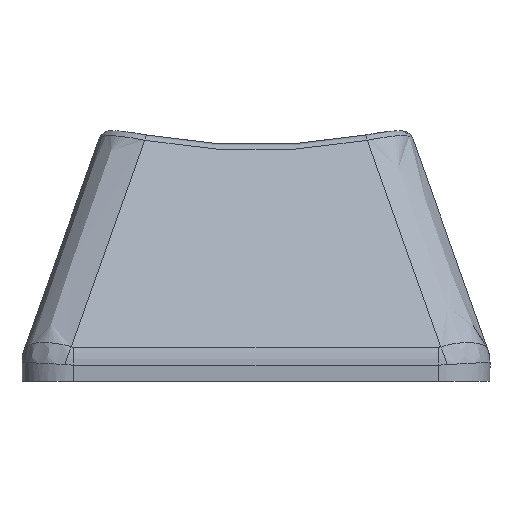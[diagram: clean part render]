
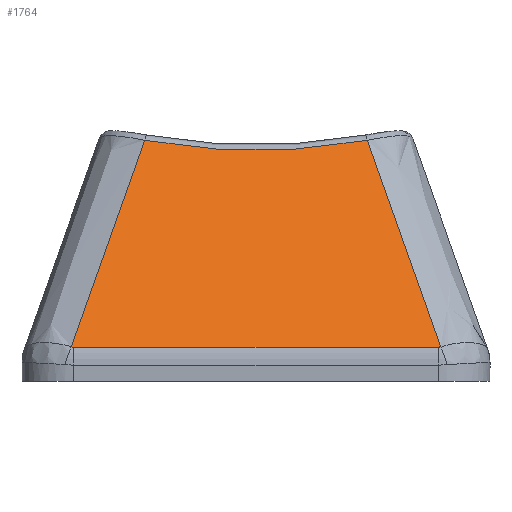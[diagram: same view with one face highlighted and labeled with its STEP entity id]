
A CAD part, front view. The second image highlights one B-rep face of the part: STEP entity #1764.
In plain terms, the highlighted planar face has unit normal (0, -0.886, 0.464).
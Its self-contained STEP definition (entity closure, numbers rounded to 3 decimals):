
#21=ELLIPSE('',#1882,1.077,0.5);
#23=ELLIPSE('',#1887,1.077,0.5);
#155=B_SPLINE_CURVE_WITH_KNOTS('',3,(#3707,#3708,#3709,#3710),
 .UNSPECIFIED.,.F.,.F.,(4,4),(-1.03,-0.081),
 .UNSPECIFIED.);
#157=B_SPLINE_CURVE_WITH_KNOTS('',3,(#3719,#3720,#3721,#3722),
 .UNSPECIFIED.,.F.,.F.,(4,4),(0.081,1.03),
 .UNSPECIFIED.);
#158=B_SPLINE_CURVE_WITH_KNOTS('',3,(#3723,#3724,#3725,#3726),
 .UNSPECIFIED.,.F.,.F.,(4,4),(-0.87,0.),.UNSPECIFIED.);
#282=LINE('',#3547,#390);
#390=VECTOR('',#2144,10.);
#481=FACE_OUTER_BOUND('',#591,.T.);
#591=EDGE_LOOP('',(#1442,#1443,#1444,#1445,#1446,#1447));
#783=VERTEX_POINT('',#3503);
#787=VERTEX_POINT('',#3537);
#789=VERTEX_POINT('',#3543);
#791=VERTEX_POINT('',#3564);
#797=VERTEX_POINT('',#3706);
#798=VERTEX_POINT('',#3718);
#1011=EDGE_CURVE('',#783,#787,#21,.T.);
#1014=EDGE_CURVE('',#787,#789,#282,.T.);
#1017=EDGE_CURVE('',#789,#791,#23,.T.);
#1028=EDGE_CURVE('',#791,#797,#155,.T.);
#1030=EDGE_CURVE('',#798,#783,#157,.T.);
#1031=EDGE_CURVE('',#797,#798,#158,.T.);
#1442=ORIENTED_EDGE('',*,*,#1017,.F.);
#1443=ORIENTED_EDGE('',*,*,#1014,.F.);
#1444=ORIENTED_EDGE('',*,*,#1011,.F.);
#1445=ORIENTED_EDGE('',*,*,#1030,.F.);
#1446=ORIENTED_EDGE('',*,*,#1031,.F.);
#1447=ORIENTED_EDGE('',*,*,#1028,.F.);
#1686=PLANE('',#1889);
#1764=ADVANCED_FACE('',(#481),#1686,.T.);
#1882=AXIS2_PLACEMENT_3D('',#3541,#2137,#2138);
#1887=AXIS2_PLACEMENT_3D('',#3568,#2149,#2150);
#1889=AXIS2_PLACEMENT_3D('',#3717,#2153,#2154);
#2137=DIRECTION('center_axis',(0.,0.886,-0.464));
#2138=DIRECTION('ref_axis',(0.,-0.464,-0.886));
#2144=DIRECTION('',(-1.,0.,0.));
#2149=DIRECTION('center_axis',(0.,0.886,-0.464));
#2150=DIRECTION('ref_axis',(0.,-0.464,-0.886));
#2153=DIRECTION('center_axis',(0.,-0.886,
0.464));
#2154=DIRECTION('ref_axis',(0.,-0.464,-0.886));
#3503=CARTESIAN_POINT('',(7.167,-18.427,0.341));
#3537=CARTESIAN_POINT('',(7.081,-18.434,0.327));
#3541=CARTESIAN_POINT('Origin',(7.081,-17.934,1.281));
#3543=CARTESIAN_POINT('',(-7.081,-18.434,0.327));
#3547=CARTESIAN_POINT('',(7.525,-18.434,0.327));
#3564=CARTESIAN_POINT('',(-7.167,-18.427,0.341));
#3568=CARTESIAN_POINT('Origin',(-7.081,-17.934,1.281));
#3706=CARTESIAN_POINT('',(-4.319,-14.228,8.352));
#3707=CARTESIAN_POINT('Ctrl Pts',(-7.167,-18.427,0.341));
#3708=CARTESIAN_POINT('Ctrl Pts',(-6.22,-17.027,3.012));
#3709=CARTESIAN_POINT('Ctrl Pts',(-5.271,-15.627,5.683));
#3710=CARTESIAN_POINT('Ctrl Pts',(-4.319,-14.228,8.352));
#3717=CARTESIAN_POINT('Origin',(5.969,-13.899,8.98));
#3718=CARTESIAN_POINT('',(4.319,-14.228,8.352));
#3719=CARTESIAN_POINT('Ctrl Pts',(4.319,-14.228,8.352));
#3720=CARTESIAN_POINT('Ctrl Pts',(5.271,-15.627,5.683));
#3721=CARTESIAN_POINT('Ctrl Pts',(6.22,-17.027,3.012));
#3722=CARTESIAN_POINT('Ctrl Pts',(7.167,-18.427,0.341));
#3723=CARTESIAN_POINT('Ctrl Pts',(-4.319,-14.228,8.352));
#3724=CARTESIAN_POINT('Ctrl Pts',(-1.481,-14.504,7.826));
#3725=CARTESIAN_POINT('Ctrl Pts',(1.481,-14.504,7.826));
#3726=CARTESIAN_POINT('Ctrl Pts',(4.319,-14.228,8.352));
